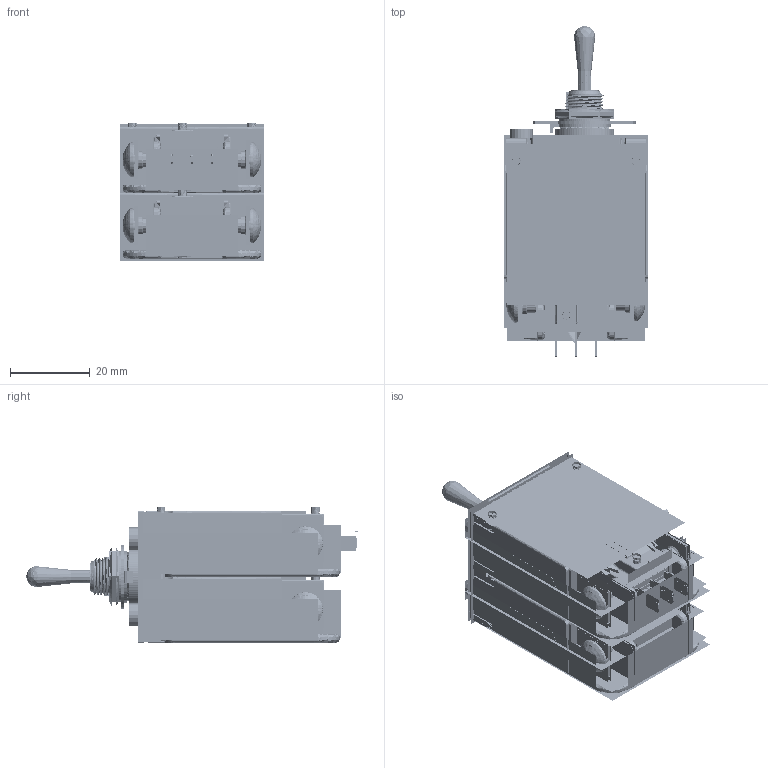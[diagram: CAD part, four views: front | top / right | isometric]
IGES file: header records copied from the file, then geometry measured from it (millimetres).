
Start section: PROPRIETARY NOTE: NOTICE TO ALL PERSONS RECEIVING THIS FILE. THIS FILE IS THE PROPERTY OF CARLINGSWITCH, INC. AND IS NOT TO BE DISCLOSED, REPRODUCED IN WHOLE OR IN PART OR USED FOR MANUFACTURING PURPOSES BY ANYONE WITHOUT THE CONSENT OF CARLING TECHNOLOGIES, INC.
Global section: file name: pr2001-397-400-2_shrink_asm.igs; native system: Creo Parametric by PTC Inc.; preprocessor: 2015080; author: brandonpearce; organization: Unknown; date: 20150730.115607; units: inch
Bounding box: 36.32 x 83.22 x 34.66 mm (x, y, z)
Volume: 21999.7 mm3; surface area: 551759 mm2
Topology: 43 solids, 67 shells, 18970 faces, 94554 edges, 116160 vertices
Faces by surface type: bspline 14462, revolution 3704, extrusion 804
